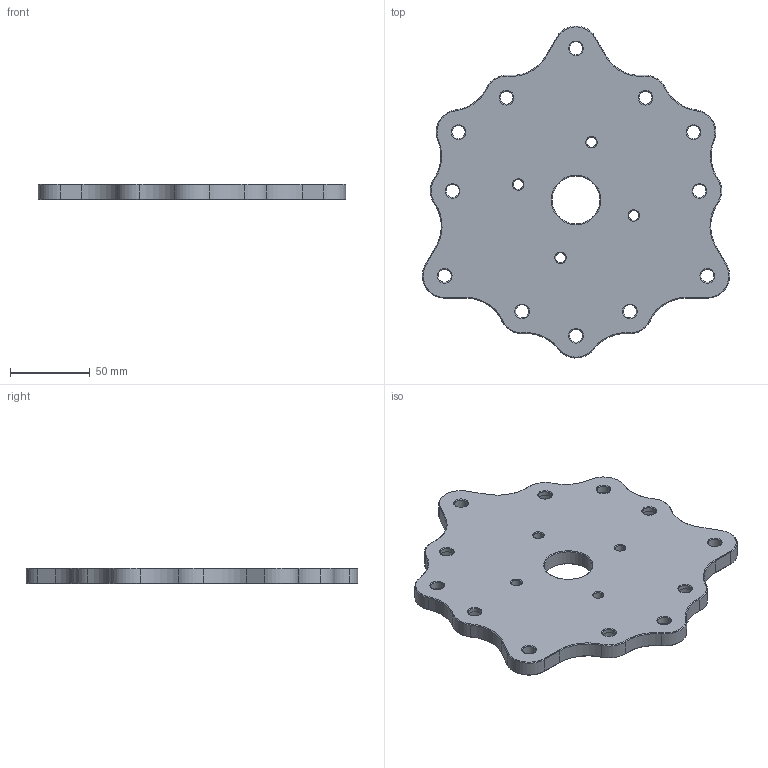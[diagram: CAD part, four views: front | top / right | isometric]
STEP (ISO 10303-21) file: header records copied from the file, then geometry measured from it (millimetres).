
FILE_DESCRIPTION(/* description */ (''),/* implementation_level */ '2;1');
FILE_NAME(/* name */ 'Plaque-INTBottom.step',/* time_stamp */ '2023-05-04T18:26:55+02:00',/* author */ (''),/* organization */ (''),/* preprocessor_version */ 'ST-DEVELOPER v19.2',/* originating_system */ 'Autodesk Translation Framework v12.4.0.73',/* authorisation */ '');
FILE_SCHEMA (('AUTOMOTIVE_DESIGN { 1 0 10303 214 3 1 1 }'));
Length unit declared in the file: millimetre
Products named in the file (1): Plaque-INTBottom
Bounding box: 192.54 x 207.95 x 10 mm (x, y, z)
Volume: 244563.9 mm3; surface area: 63624.7 mm2
Topology: 1 solids, 1 shells, 161 faces, 356 edges, 206 vertices
Faces by surface type: cone 82, cylinder 50, plane 29
Full cylindrical faces by diameter (mm): 6.2 x4, 8.2 x12, 14 x3, 19 x6, 30 x1
Entity records: 4501 total; most frequent: DIRECTION 862, CARTESIAN_POINT 724, ORIENTED_EDGE 712, EDGE_CURVE 356, AXIS2_PLACEMENT_3D 344, VERTEX_POINT 206, EDGE_LOOP 204, CIRCLE 182
